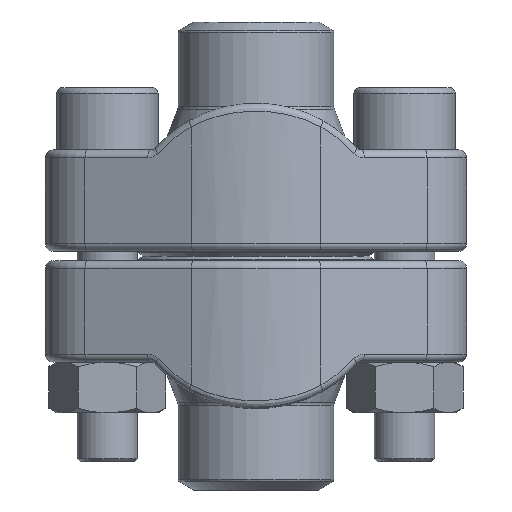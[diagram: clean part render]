
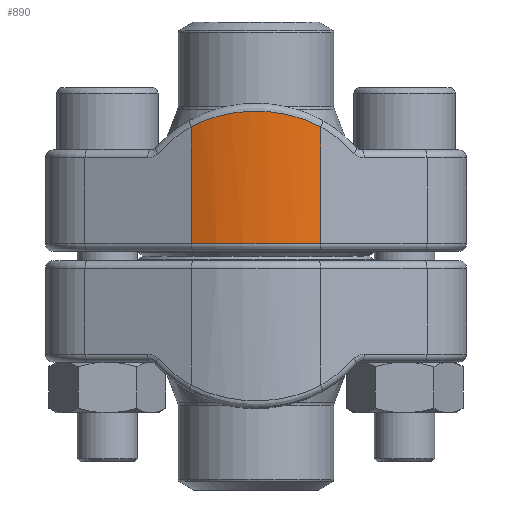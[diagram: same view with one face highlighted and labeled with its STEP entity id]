
A CAD part, front view. The second image highlights one B-rep face of the part: STEP entity #890.
In plain terms, the highlighted cylindrical face has radius 23 mm (diameter 46 mm), a partial arc.
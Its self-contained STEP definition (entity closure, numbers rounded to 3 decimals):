
#759=B_SPLINE_CURVE_WITH_KNOTS('',3,(#5264,#5265,#5266,#5267,#5268,#5269),
 .UNSPECIFIED.,.F.,.F.,(4,2,4),(0.,0.5,1.),.UNSPECIFIED.);
#890=ADVANCED_FACE('',(#1167),#1107,.T.);
#1107=CYLINDRICAL_SURFACE('',#3613,23.);
#1167=FACE_OUTER_BOUND('',#1309,.T.);
#1309=EDGE_LOOP('',(#1864,#1865,#1866,#1867));
#1615=LINE('',#5097,#1709);
#1620=LINE('',#5121,#1714);
#1709=VECTOR('',#4064,1.);
#1714=VECTOR('',#4073,1.);
#1864=ORIENTED_EDGE('',*,*,#2927,.T.);
#1865=ORIENTED_EDGE('',*,*,#2973,.T.);
#1866=ORIENTED_EDGE('',*,*,#2920,.F.);
#1867=ORIENTED_EDGE('',*,*,#2974,.T.);
#2642=VERTEX_POINT('',#5098);
#2643=VERTEX_POINT('',#5099);
#2648=VERTEX_POINT('',#5120);
#2649=VERTEX_POINT('',#5122);
#2920=EDGE_CURVE('',#2642,#2643,#1615,.T.);
#2927=EDGE_CURVE('',#2649,#2648,#1620,.T.);
#2973=EDGE_CURVE('',#2648,#2643,#3355,.T.);
#2974=EDGE_CURVE('',#2642,#2649,#759,.T.);
#3355=CIRCLE('',#3612,23.);
#3612=AXIS2_PLACEMENT_3D('',#5263,#4149,#4150);
#3613=AXIS2_PLACEMENT_3D('',#5270,#4151,#4152);
#4064=DIRECTION('',(0.,0.,-1.));
#4073=DIRECTION('',(0.,0.,-1.));
#4149=DIRECTION('',(0.,0.,1.));
#4150=DIRECTION('',(-1.,0.,0.));
#4151=DIRECTION('',(0.,0.,-1.));
#4152=DIRECTION('',(-1.,0.,0.));
#5097=CARTESIAN_POINT('',(8.322,-21.442,57.));
#5098=CARTESIAN_POINT('',(8.322,-21.442,15.951));
#5099=CARTESIAN_POINT('',(8.322,-21.442,1.));
#5120=CARTESIAN_POINT('',(-8.322,-21.442,1.));
#5121=CARTESIAN_POINT('',(-8.322,-21.442,57.));
#5122=CARTESIAN_POINT('',(-8.322,-21.442,15.951));
#5263=CARTESIAN_POINT('',(0.,0.,1.));
#5264=CARTESIAN_POINT('',(8.322,-21.442,15.951));
#5265=CARTESIAN_POINT('',(5.848,-22.402,17.276));
#5266=CARTESIAN_POINT('',(2.924,-23.002,17.974));
#5267=CARTESIAN_POINT('',(-2.952,-22.998,17.97));
#5268=CARTESIAN_POINT('',(-5.848,-22.402,17.275));
#5269=CARTESIAN_POINT('',(-8.322,-21.442,15.951));
#5270=CARTESIAN_POINT('',(0.,0.,57.));
